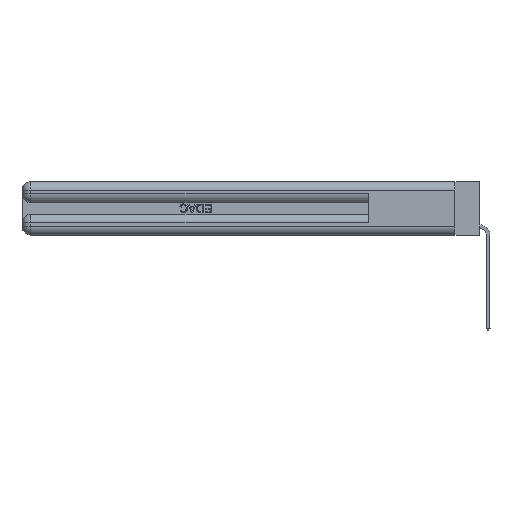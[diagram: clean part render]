
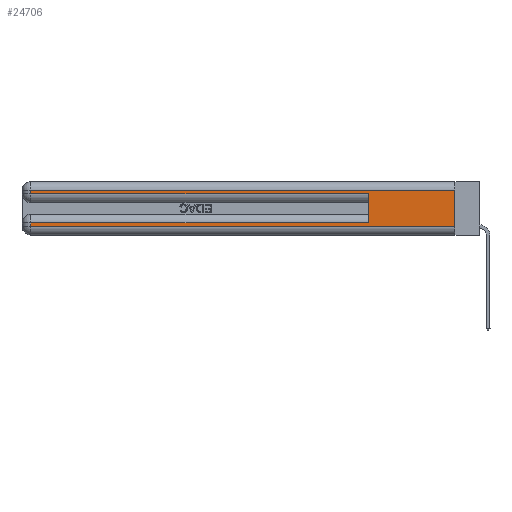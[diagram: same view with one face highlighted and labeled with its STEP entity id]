
A CAD part, left-side view. The second image highlights one B-rep face of the part: STEP entity #24706.
In plain terms, the highlighted planar face has unit normal (-1, 0, 0).
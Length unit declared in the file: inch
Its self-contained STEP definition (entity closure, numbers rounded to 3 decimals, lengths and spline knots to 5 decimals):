
#262 = CARTESIAN_POINT ( 'NONE',  ( 0., 2.94, 0.285 ) ) ;
#468 = DIRECTION ( 'NONE',  ( 0., 1., 0. ) ) ;
#743 = VECTOR ( 'NONE', #468, 39.37008 ) ;
#928 = EDGE_CURVE ( 'NONE', #25184, #22856, #3412, .T. ) ;
#2333 = CARTESIAN_POINT ( 'NONE',  ( 0., 0., 0.06 ) ) ;
#2444 = DIRECTION ( 'NONE',  ( 0., 0., 1. ) ) ;
#2662 = EDGE_LOOP ( 'NONE', ( #8824, #6967, #11823, #19009, #5520, #16154, #20834, #7395 ) ) ;
#2855 = AXIS2_PLACEMENT_3D ( 'NONE', #15058, #26133, #13163 ) ;
#3412 = LINE ( 'NONE', #25449, #19990 ) ;
#4041 = VECTOR ( 'NONE', #26478, 39.37008 ) ;
#4601 = EDGE_CURVE ( 'NONE', #16401, #6989, #11055, .T. ) ;
#5131 = CARTESIAN_POINT ( 'NONE',  ( 0., 0., 0.31 ) ) ;
#5520 = ORIENTED_EDGE ( 'NONE', *, *, #4601, .F. ) ;
#5793 = CARTESIAN_POINT ( 'NONE',  ( 0., 0., 0.06 ) ) ;
#6967 = ORIENTED_EDGE ( 'NONE', *, *, #13401, .T. ) ;
#6989 = VERTEX_POINT ( 'NONE', #16781 ) ;
#6994 = CARTESIAN_POINT ( 'NONE',  ( 0., 0., 0.285 ) ) ;
#7287 = LINE ( 'NONE', #5793, #23858 ) ;
#7395 = ORIENTED_EDGE ( 'NONE', *, *, #9134, .T. ) ;
#8054 = CARTESIAN_POINT ( 'NONE',  ( 0., 2.94, 0.31 ) ) ;
#8824 = ORIENTED_EDGE ( 'NONE', *, *, #11344, .F. ) ;
#9124 = CARTESIAN_POINT ( 'NONE',  ( 0., 0., 0.31 ) ) ;
#9134 = EDGE_CURVE ( 'NONE', #22856, #12658, #7287, .T. ) ;
#11055 = LINE ( 'NONE', #17606, #22520 ) ;
#11261 = CARTESIAN_POINT ( 'NONE',  ( 0., 2.94, 0.06 ) ) ;
#11344 = EDGE_CURVE ( 'NONE', #16489, #12658, #22025, .T. ) ;
#11467 = CARTESIAN_POINT ( 'NONE',  ( 0., 0., 0.37 ) ) ;
#11685 = EDGE_CURVE ( 'NONE', #16401, #25184, #18322, .T. ) ;
#11823 = ORIENTED_EDGE ( 'NONE', *, *, #25244, .T. ) ;
#12467 = VERTEX_POINT ( 'NONE', #8054 ) ;
#12658 = VERTEX_POINT ( 'NONE', #2333 ) ;
#12948 = FACE_OUTER_BOUND ( 'NONE', #2662, .T. ) ;
#13163 = DIRECTION ( 'NONE',  ( 0., 0., -1. ) ) ;
#13401 = EDGE_CURVE ( 'NONE', #16489, #12467, #18708, .T. ) ;
#13749 = DIRECTION ( 'NONE',  ( 0., 1., 0. ) ) ;
#15058 = CARTESIAN_POINT ( 'NONE',  ( 0., 0., 0.37 ) ) ;
#15105 = EDGE_CURVE ( 'NONE', #16333, #6989, #27091, .T. ) ;
#15621 = VECTOR ( 'NONE', #15801, 39.37008 ) ;
#15801 = DIRECTION ( 'NONE',  ( 0., 0., -1. ) ) ;
#16154 = ORIENTED_EDGE ( 'NONE', *, *, #11685, .T. ) ;
#16333 = VERTEX_POINT ( 'NONE', #262 ) ;
#16401 = VERTEX_POINT ( 'NONE', #24310 ) ;
#16489 = VERTEX_POINT ( 'NONE', #5131 ) ;
#16781 = CARTESIAN_POINT ( 'NONE',  ( 0., 0.6, 0.285 ) ) ;
#17606 = CARTESIAN_POINT ( 'NONE',  ( 0., 0.6, 0.145 ) ) ;
#18322 = LINE ( 'NONE', #26721, #24739 ) ;
#18708 = LINE ( 'NONE', #9124, #743 ) ;
#19005 = DIRECTION ( 'NONE',  ( 0., 0., -1. ) ) ;
#19009 = ORIENTED_EDGE ( 'NONE', *, *, #15105, .T. ) ;
#19534 = VECTOR ( 'NONE', #25714, 39.37008 ) ;
#19990 = VECTOR ( 'NONE', #19005, 39.37008 ) ;
#20834 = ORIENTED_EDGE ( 'NONE', *, *, #928, .T. ) ;
#21169 = CARTESIAN_POINT ( 'NONE',  ( 0., 2.94, 0.085 ) ) ;
#22025 = LINE ( 'NONE', #11467, #15621 ) ;
#22520 = VECTOR ( 'NONE', #2444, 39.37008 ) ;
#22856 = VERTEX_POINT ( 'NONE', #11261 ) ;
#23606 = CARTESIAN_POINT ( 'NONE',  ( 0., 2.94, 0.37 ) ) ;
#23858 = VECTOR ( 'NONE', #27453, 39.37008 ) ;
#23928 = PLANE ( 'NONE',  #2855 ) ;
#24310 = CARTESIAN_POINT ( 'NONE',  ( 0., 0.6, 0.085 ) ) ;
#24706 = ADVANCED_FACE ( 'NONE', ( #12948 ), #23928, .F. ) ;
#24739 = VECTOR ( 'NONE', #13749, 39.37008 ) ;
#25184 = VERTEX_POINT ( 'NONE', #21169 ) ;
#25244 = EDGE_CURVE ( 'NONE', #12467, #16333, #25295, .T. ) ;
#25295 = LINE ( 'NONE', #23606, #19534 ) ;
#25449 = CARTESIAN_POINT ( 'NONE',  ( 0., 2.94, 0.37 ) ) ;
#25714 = DIRECTION ( 'NONE',  ( 0., 0., -1. ) ) ;
#26133 = DIRECTION ( 'NONE',  ( 1., 0., 0. ) ) ;
#26478 = DIRECTION ( 'NONE',  ( 0., -1., 0. ) ) ;
#26721 = CARTESIAN_POINT ( 'NONE',  ( 0., 0., 0.085 ) ) ;
#27091 = LINE ( 'NONE', #6994, #4041 ) ;
#27453 = DIRECTION ( 'NONE',  ( 0., -1., 0. ) ) ;
